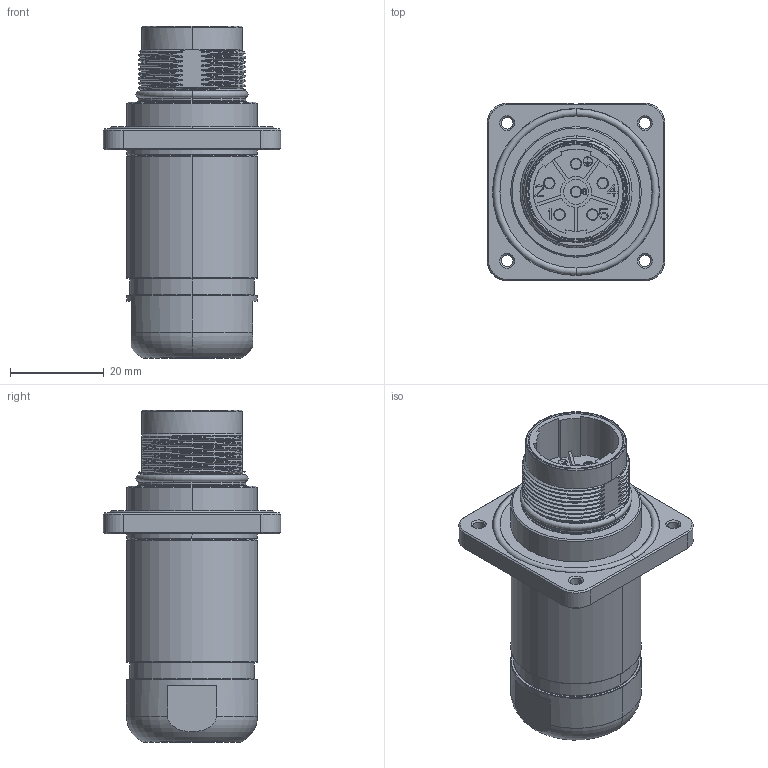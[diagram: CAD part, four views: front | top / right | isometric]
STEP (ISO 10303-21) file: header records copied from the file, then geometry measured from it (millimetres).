
FILE_DESCRIPTION((''),'2;1');
FILE_NAME('AAAA_1605518','2013-10-30T',('feitelbuss'),(''),'PRO/ENGINEER BY PARAMETRIC TECHNOLOGY CORPORATION, 2012480','PRO/ENGINEER BY PARAMETRIC TECHNOLOGY CORPORATION, 2012480','');
FILE_SCHEMA(('AUTOMOTIVE_DESIGN { 1 0 10303 214 1 1 1 1 }'));
Length unit declared in the file: millimetre
Products named in the file (1): AAAA_1605518
Bounding box: 37.95 x 37.95 x 70.95 mm (x, y, z)
Volume: 39948.5 mm3; surface area: 10731.4 mm2
Topology: 1 solids, 1 shells, 469 faces, 1210 edges, 776 vertices
Faces by surface type: plane 248, cylinder 85, cone 57, bspline 56, torus 23
Entity records: 18349 total; most frequent: CARTESIAN_POINT 7013, ORIENTED_EDGE 2420, DIRECTION 2135, EDGE_CURVE 1210, VECTOR 789, LINE 789, VERTEX_POINT 776, AXIS2_PLACEMENT_3D 673
